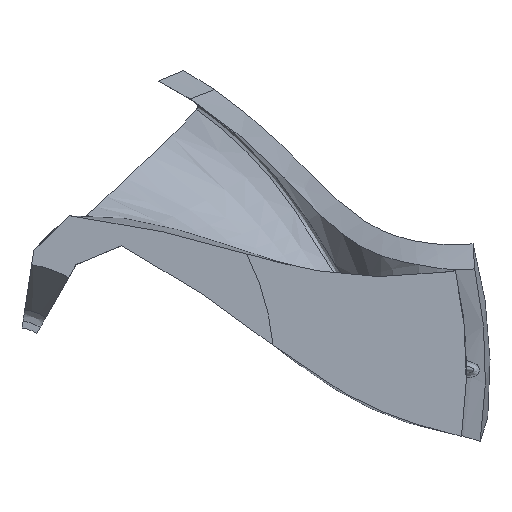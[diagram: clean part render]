
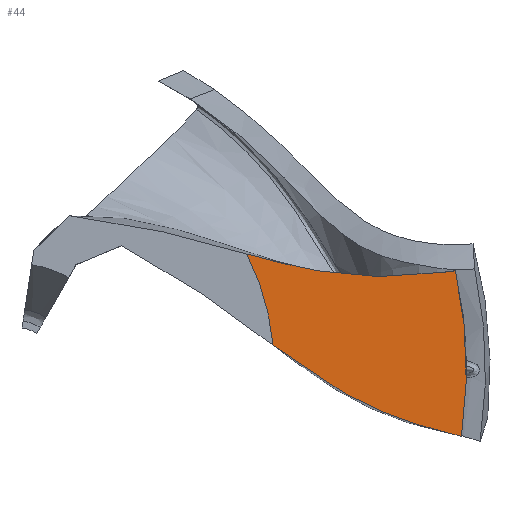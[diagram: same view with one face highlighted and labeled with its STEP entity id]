
A CAD part, top view. The second image highlights one B-rep face of the part: STEP entity #44.
In plain terms, the highlighted planar face has unit normal (0, 0, 1).
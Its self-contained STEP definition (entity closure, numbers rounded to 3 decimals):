
#44=ADVANCED_FACE('',(#90),#696,.T.);
#90=FACE_OUTER_BOUND('',#137,.T.);
#137=EDGE_LOOP('',(#300,#301,#302,#303,#304,#305));
#300=ORIENTED_EDGE('',*,*,#463,.T.);
#301=ORIENTED_EDGE('',*,*,#462,.T.);
#302=ORIENTED_EDGE('',*,*,#461,.T.);
#303=ORIENTED_EDGE('',*,*,#460,.T.);
#304=ORIENTED_EDGE('',*,*,#456,.F.);
#305=ORIENTED_EDGE('',*,*,#459,.F.);
#456=EDGE_CURVE('',#677,#676,#519,.T.);
#459=EDGE_CURVE('',#678,#677,#586,.T.);
#460=EDGE_CURVE('',#679,#676,#587,.T.);
#461=EDGE_CURVE('',#680,#679,#588,.T.);
#462=EDGE_CURVE('',#681,#680,#589,.T.);
#463=EDGE_CURVE('',#678,#681,#590,.T.);
#519=(
BOUNDED_CURVE()
B_SPLINE_CURVE(2,(#13915,#13916,#13917),.UNSPECIFIED.,.F.,.F.)
B_SPLINE_CURVE_WITH_KNOTS((3,3),(-235.065,0.),.UNSPECIFIED.)
CURVE()
GEOMETRIC_REPRESENTATION_ITEM()
RATIONAL_B_SPLINE_CURVE((1.,0.983,1.))
REPRESENTATION_ITEM('')
);
#586=B_SPLINE_CURVE_WITH_KNOTS('',3,(#13926,#13927,#13928,#13929,#13930,
#13931,#13932,#13933,#13934,#13935,#13936,#13937,#13938,#13939,#13940,#13941,
#13942,#13943,#13944),.UNSPECIFIED.,.F.,.F.,(4,3,3,3,3,3,4),(-1.,
-0.86,-0.715,-0.57,-0.425,
-0.135,0.),.UNSPECIFIED.);
#587=B_SPLINE_CURVE_WITH_KNOTS('',3,(#13945,#13946,#13947,#13948,#13949,
#13950,#13951,#13952,#13953,#13954,#13955,#13956,#13957,#13958,#13959,#13960,
#13961,#13962,#13963),.UNSPECIFIED.,.F.,.F.,(4,3,3,3,3,3,4),(0.,
0.14,0.285,0.43,0.575,
0.865,1.),.UNSPECIFIED.);
#588=B_SPLINE_CURVE_WITH_KNOTS('',3,(#13964,#13965,#13966,#13967,#13968,
#13969,#13970,#13971),.UNSPECIFIED.,.F.,.F.,(4,2,2,4),(0.,
17.129,22.307,27.837),.UNSPECIFIED.);
#589=B_SPLINE_CURVE_WITH_KNOTS('',3,(#13972,#13973,#13974,#13975,#13976,
#13977,#13978,#13979,#13980,#13981),.UNSPECIFIED.,.F.,.F.,(4,3,3,4),(-1.,
-0.667,-0.333,0.),.UNSPECIFIED.);
#590=B_SPLINE_CURVE_WITH_KNOTS('',3,(#13982,#13983,#13984,#13985,#13986,
#13987,#13988,#13989),.UNSPECIFIED.,.F.,.F.,(4,2,2,4),(-29.101,
-21.843,-15.332,0.),
 .UNSPECIFIED.);
#676=VERTEX_POINT('',#12544);
#677=VERTEX_POINT('',#12545);
#678=VERTEX_POINT('',#12546);
#679=VERTEX_POINT('',#12547);
#680=VERTEX_POINT('',#12548);
#681=VERTEX_POINT('',#12549);
#696=PLANE('',#830);
#830=AXIS2_PLACEMENT_3D('',#10903,#839,$);
#839=DIRECTION('',(0.,0.,1.));
#10903=CARTESIAN_POINT('',(294.347,-119.843,82.5));
#12544=CARTESIAN_POINT('',(629.015,-94.002,82.5));
#12545=CARTESIAN_POINT('',(620.496,139.572,82.5));
#12546=CARTESIAN_POINT('',(601.768,137.356,82.5));
#12547=CARTESIAN_POINT('',(610.751,-89.304,82.5));
#12548=CARTESIAN_POINT('',(363.389,34.251,82.5));
#12549=CARTESIAN_POINT('',(326.478,163.209,82.5));
#13915=CARTESIAN_POINT('',(620.496,139.572,82.5));
#13916=CARTESIAN_POINT('',(646.587,23.582,82.5));
#13917=CARTESIAN_POINT('',(629.015,-94.002,82.5));
#13926=CARTESIAN_POINT('',(601.768,137.356,82.5));
#13927=CARTESIAN_POINT('',(602.639,137.466,82.5));
#13928=CARTESIAN_POINT('',(603.51,137.576,82.5));
#13929=CARTESIAN_POINT('',(604.381,137.684,82.5));
#13930=CARTESIAN_POINT('',(605.286,137.797,82.5));
#13931=CARTESIAN_POINT('',(606.191,137.909,82.5));
#13932=CARTESIAN_POINT('',(607.097,138.02,82.5));
#13933=CARTESIAN_POINT('',(608.002,138.13,82.5));
#13934=CARTESIAN_POINT('',(608.908,138.24,82.5));
#13935=CARTESIAN_POINT('',(609.814,138.348,82.5));
#13936=CARTESIAN_POINT('',(610.72,138.456,82.5));
#13937=CARTESIAN_POINT('',(611.626,138.563,82.5));
#13938=CARTESIAN_POINT('',(612.532,138.669,82.5));
#13939=CARTESIAN_POINT('',(614.344,138.881,82.5));
#13940=CARTESIAN_POINT('',(616.156,139.089,82.5));
#13941=CARTESIAN_POINT('',(617.969,139.292,82.5));
#13942=CARTESIAN_POINT('',(618.811,139.386,82.5));
#13943=CARTESIAN_POINT('',(619.654,139.48,82.5));
#13944=CARTESIAN_POINT('',(620.496,139.572,82.5));
#13945=CARTESIAN_POINT('',(610.751,-89.304,82.5));
#13946=CARTESIAN_POINT('',(611.602,-89.515,82.5));
#13947=CARTESIAN_POINT('',(612.454,-89.727,82.5));
#13948=CARTESIAN_POINT('',(613.305,-89.941,82.5));
#13949=CARTESIAN_POINT('',(614.19,-90.162,82.5));
#13950=CARTESIAN_POINT('',(615.075,-90.385,82.5));
#13951=CARTESIAN_POINT('',(615.959,-90.609,82.5));
#13952=CARTESIAN_POINT('',(616.844,-90.833,82.5));
#13953=CARTESIAN_POINT('',(617.728,-91.058,82.5));
#13954=CARTESIAN_POINT('',(618.611,-91.285,82.5));
#13955=CARTESIAN_POINT('',(619.495,-91.511,82.5));
#13956=CARTESIAN_POINT('',(620.379,-91.738,82.5));
#13957=CARTESIAN_POINT('',(621.262,-91.967,82.5));
#13958=CARTESIAN_POINT('',(623.028,-92.424,82.5));
#13959=CARTESIAN_POINT('',(624.793,-92.885,82.5));
#13960=CARTESIAN_POINT('',(626.557,-93.35,82.5));
#13961=CARTESIAN_POINT('',(627.377,-93.567,82.5));
#13962=CARTESIAN_POINT('',(628.196,-93.784,82.5));
#13963=CARTESIAN_POINT('',(629.015,-94.002,82.5));
#13964=CARTESIAN_POINT('',(363.389,34.251,82.5));
#13965=CARTESIAN_POINT('',(409.246,0.232,82.5));
#13966=CARTESIAN_POINT('',(453.873,-31.306,82.5));
#13967=CARTESIAN_POINT('',(524.592,-62.649,82.5));
#13968=CARTESIAN_POINT('',(541.07,-68.885,82.5));
#13969=CARTESIAN_POINT('',(576.603,-80.304,82.5));
#13970=CARTESIAN_POINT('',(591.226,-83.973,82.5));
#13971=CARTESIAN_POINT('',(610.751,-89.304,82.5));
#13972=CARTESIAN_POINT('',(326.478,163.209,82.5));
#13973=CARTESIAN_POINT('',(333.208,149.732,82.5));
#13974=CARTESIAN_POINT('',(339.062,135.968,82.5));
#13975=CARTESIAN_POINT('',(344.06,121.852,82.5));
#13976=CARTESIAN_POINT('',(349.057,107.737,82.5));
#13977=CARTESIAN_POINT('',(353.198,93.269,82.5));
#13978=CARTESIAN_POINT('',(356.426,78.647,82.5));
#13979=CARTESIAN_POINT('',(359.654,64.024,82.5));
#13980=CARTESIAN_POINT('',(361.969,49.248,82.5));
#13981=CARTESIAN_POINT('',(363.389,34.251,82.5));
#13982=CARTESIAN_POINT('',(601.768,137.356,82.5));
#13983=CARTESIAN_POINT('',(578.791,134.979,82.5));
#13984=CARTESIAN_POINT('',(560.613,132.671,82.5));
#13985=CARTESIAN_POINT('',(514.879,130.928,82.5));
#13986=CARTESIAN_POINT('',(493.888,131.48,82.5));
#13987=CARTESIAN_POINT('',(421.835,138.007,82.5));
#13988=CARTESIAN_POINT('',(375.752,149.643,82.5));
#13989=CARTESIAN_POINT('',(326.478,163.209,82.5));
